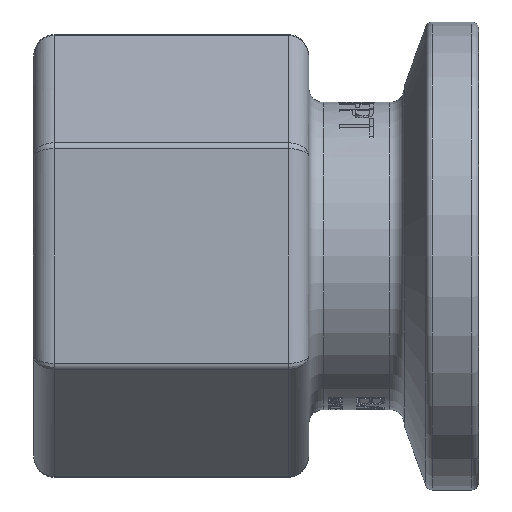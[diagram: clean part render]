
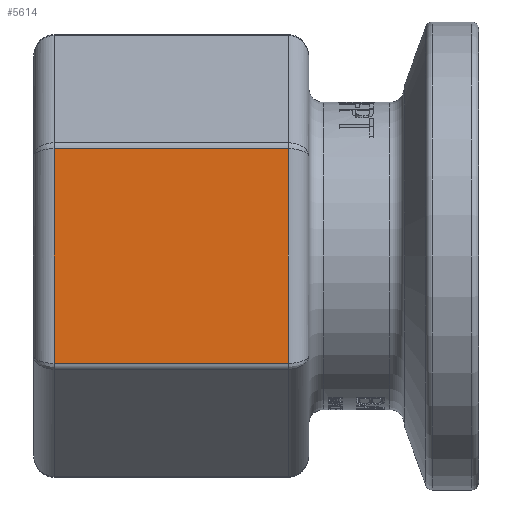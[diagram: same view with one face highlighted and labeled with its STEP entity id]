
A CAD part, front view. The second image highlights one B-rep face of the part: STEP entity #5614.
In plain terms, the highlighted planar face has unit normal (0, -1, 0).
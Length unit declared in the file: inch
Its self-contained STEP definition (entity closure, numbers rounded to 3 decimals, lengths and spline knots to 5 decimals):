
#476=LINE('',#8626,#877);
#492=LINE('',#8837,#893);
#548=LINE('',#9770,#949);
#549=LINE('',#9772,#950);
#877=VECTOR('',#6520,0.3937);
#893=VECTOR('',#6600,0.3937);
#949=VECTOR('',#6874,0.3937);
#950=VECTOR('',#6877,0.3937);
#1273=PLANE('',#6105);
#1532=FACE_OUTER_BOUND('',#1907,.T.);
#1907=EDGE_LOOP('',(#4194,#4195,#4196,#4197));
#2429=VERTEX_POINT('',#8518);
#2431=VERTEX_POINT('',#8548);
#2451=VERTEX_POINT('',#8746);
#2452=VERTEX_POINT('',#8775);
#3014=EDGE_CURVE('',#2429,#2431,#476,.T.);
#3049=EDGE_CURVE('',#2451,#2452,#492,.T.);
#3257=EDGE_CURVE('',#2452,#2429,#548,.T.);
#3258=EDGE_CURVE('',#2431,#2451,#549,.T.);
#4194=ORIENTED_EDGE('',*,*,#3014,.F.);
#4195=ORIENTED_EDGE('',*,*,#3257,.F.);
#4196=ORIENTED_EDGE('',*,*,#3049,.F.);
#4197=ORIENTED_EDGE('',*,*,#3258,.F.);
#5614=ADVANCED_FACE('',(#1532),#1273,.T.);
#6105=AXIS2_PLACEMENT_3D('',#9771,#6875,#6876);
#6520=DIRECTION('',(0.,0.,-1.));
#6600=DIRECTION('',(0.,0.,1.));
#6874=DIRECTION('',(1.,0.,0.));
#6875=DIRECTION('center_axis',(0.,-1.,0.));
#6876=DIRECTION('ref_axis',(0.,0.,-1.));
#6877=DIRECTION('',(-1.,0.,0.));
#8518=CARTESIAN_POINT('',(-0.83,-0.84,0.46765));
#8548=CARTESIAN_POINT('',(-0.83,-0.84,-0.46765));
#8626=CARTESIAN_POINT('',(-0.83,-0.84,-0.24249));
#8746=CARTESIAN_POINT('',(-1.85,-0.84,-0.46765));
#8775=CARTESIAN_POINT('',(-1.85,-0.84,0.46765));
#8837=CARTESIAN_POINT('',(-1.85,-0.84,-0.24249));
#9770=CARTESIAN_POINT('',(-1.94,-0.84,0.46765));
#9771=CARTESIAN_POINT('Origin',(-1.94,-0.84,-0.48497));
#9772=CARTESIAN_POINT('',(-1.94,-0.84,-0.46765));
